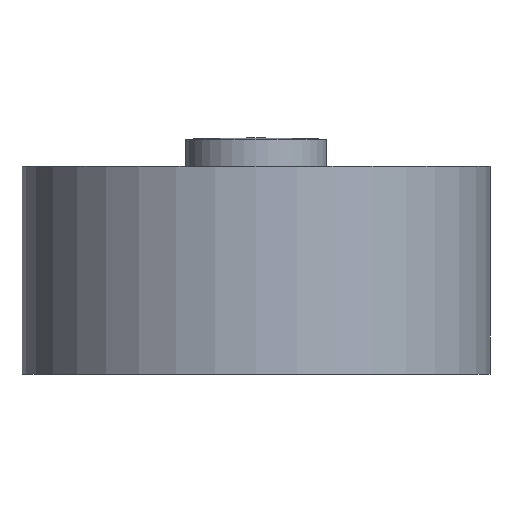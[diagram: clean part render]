
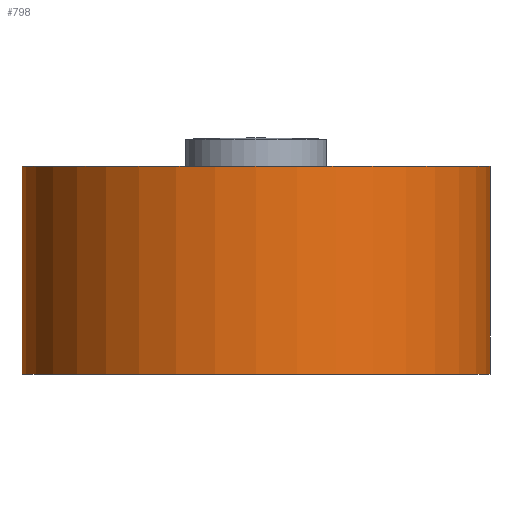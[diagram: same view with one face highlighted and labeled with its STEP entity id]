
A CAD part, front view. The second image highlights one B-rep face of the part: STEP entity #798.
In plain terms, the highlighted cylindrical face has radius 25.146 mm (diameter 50.292 mm), a full revolution.
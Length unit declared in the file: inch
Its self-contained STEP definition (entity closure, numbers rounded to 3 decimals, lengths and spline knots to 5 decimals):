
#715=CARTESIAN_POINT('',(0.0,0.,-0.4));
#716=DIRECTION('',(0.0,0.0,-1.0));
#717=DIRECTION('',(1.0,0.0,0.0));
#718=AXIS2_PLACEMENT_3D('',#715,#716,#717);
#719=CYLINDRICAL_SURFACE('',#718,0.99);
#720=CARTESIAN_POINT('',(-0.99,0.,0.04));
#721=VERTEX_POINT('',#720);
#722=CARTESIAN_POINT('',(0.0,0.,0.04));
#723=DIRECTION('',(0.0,0.0,-1.0));
#724=DIRECTION('',(1.0,0.0,0.0));
#725=AXIS2_PLACEMENT_3D('',#722,#723,#724);
#726=CIRCLE('',#725,0.99);
#727=EDGE_CURVE('',#721,#721,#726,.T.);
#728=ORIENTED_EDGE('',*,*,#727,.T.);
#729=EDGE_LOOP('',(#728));
#730=FACE_OUTER_BOUND('',#729,.T.);
#731=CARTESIAN_POINT('',(0.,-0.99,-0.525));
#732=VERTEX_POINT('',#731);
#733=CARTESIAN_POINT('',(0.,-0.99,-0.775));
#734=VERTEX_POINT('',#733);
#735=CARTESIAN_POINT('',(0.,-0.99,-0.525));
#736=CARTESIAN_POINT('',(0.00037,-0.99,-0.52504));
#737=CARTESIAN_POINT('',(0.00073,-0.99,-0.52508));
#738=CARTESIAN_POINT('',(0.01792,-0.98998,-0.52695));
#739=CARTESIAN_POINT('',(0.03424,-0.98952,-0.53214));
#740=CARTESIAN_POINT('',(0.06301,-0.98809,-0.54788));
#741=CARTESIAN_POINT('',(0.07548,-0.98717,-0.558));
#742=CARTESIAN_POINT('',(0.0966,-0.98534,-0.58284));
#743=CARTESIAN_POINT('',(0.10486,-0.98444,-0.59759));
#744=CARTESIAN_POINT('',(0.11363,-0.98346,-0.62535));
#745=CARTESIAN_POINT('',(0.11554,-0.98323,-0.63762));
#746=CARTESIAN_POINT('',(0.11554,-0.98323,-0.66238));
#747=CARTESIAN_POINT('',(0.11363,-0.98346,-0.67465));
#748=CARTESIAN_POINT('',(0.10486,-0.98444,-0.70241));
#749=CARTESIAN_POINT('',(0.0966,-0.98534,-0.71716));
#750=CARTESIAN_POINT('',(0.07548,-0.98717,-0.742));
#751=CARTESIAN_POINT('',(0.06301,-0.98809,-0.75212));
#752=CARTESIAN_POINT('',(0.03424,-0.98952,-0.76786));
#753=CARTESIAN_POINT('',(0.01792,-0.98998,-0.77305));
#754=CARTESIAN_POINT('',(0.00073,-0.99,-0.77492));
#755=CARTESIAN_POINT('',(0.00037,-0.99,-0.77496));
#756=CARTESIAN_POINT('',(0.,-0.99,-0.775));
#757=B_SPLINE_CURVE_WITH_KNOTS('',3,(#735,#736,#737,#738,#739,#740,#741,#742,#743,#744,#745,#746,#747,#748,#749,#750,#751,#752,#753,#754,#755,#756),.UNSPECIFIED.,.F.,.U.,(4,2,2,2,2,2,2,2,2,2,4),(-0.00111,0.0,0.05077,0.09848,0.14874,0.18588,0.22301,0.27328,0.32099,0.37176,0.37286),.UNSPECIFIED.);
#758=EDGE_CURVE('',#732,#734,#757,.T.);
#759=ORIENTED_EDGE('',*,*,#758,.T.);
#760=CARTESIAN_POINT('',(0.,-0.99,-0.775));
#761=CARTESIAN_POINT('',(-0.00037,-0.99,-0.77496));
#762=CARTESIAN_POINT('',(-0.00073,-0.99,-0.77492));
#763=CARTESIAN_POINT('',(-0.01792,-0.98998,-0.77305));
#764=CARTESIAN_POINT('',(-0.03424,-0.98952,-0.76786));
#765=CARTESIAN_POINT('',(-0.06301,-0.98809,-0.75212));
#766=CARTESIAN_POINT('',(-0.07548,-0.98717,-0.742));
#767=CARTESIAN_POINT('',(-0.0966,-0.98534,-0.71716));
#768=CARTESIAN_POINT('',(-0.10486,-0.98444,-0.70241));
#769=CARTESIAN_POINT('',(-0.11363,-0.98346,-0.67465));
#770=CARTESIAN_POINT('',(-0.11554,-0.98323,-0.66238));
#771=CARTESIAN_POINT('',(-0.11554,-0.98323,-0.63762));
#772=CARTESIAN_POINT('',(-0.11363,-0.98346,-0.62535));
#773=CARTESIAN_POINT('',(-0.10486,-0.98444,-0.59759));
#774=CARTESIAN_POINT('',(-0.0966,-0.98534,-0.58284));
#775=CARTESIAN_POINT('',(-0.07548,-0.98717,-0.558));
#776=CARTESIAN_POINT('',(-0.06301,-0.98809,-0.54788));
#777=CARTESIAN_POINT('',(-0.03424,-0.98952,-0.53214));
#778=CARTESIAN_POINT('',(-0.01792,-0.98998,-0.52695));
#779=CARTESIAN_POINT('',(-0.00073,-0.99,-0.52508));
#780=CARTESIAN_POINT('',(-0.00037,-0.99,-0.52504));
#781=CARTESIAN_POINT('',(0.,-0.99,-0.525));
#782=B_SPLINE_CURVE_WITH_KNOTS('',3,(#760,#761,#762,#763,#764,#765,#766,#767,#768,#769,#770,#771,#772,#773,#774,#775,#776,#777,#778,#779,#780,#781),.UNSPECIFIED.,.F.,.U.,(4,2,2,2,2,2,2,2,2,2,4),(-0.00111,0.0,0.05077,0.09848,0.14874,0.18588,0.22301,0.27328,0.32099,0.37176,0.37286),.UNSPECIFIED.);
#783=EDGE_CURVE('',#734,#732,#782,.T.);
#784=ORIENTED_EDGE('',*,*,#783,.T.);
#785=EDGE_LOOP('',(#759,#784));
#786=FACE_BOUND('',#785,.T.);
#787=CARTESIAN_POINT('',(-0.99,0.,-0.84));
#788=VERTEX_POINT('',#787);
#789=CARTESIAN_POINT('',(0.0,0.,-0.84));
#790=DIRECTION('',(0.0,0.0,-1.0));
#791=DIRECTION('',(1.0,0.0,0.0));
#792=AXIS2_PLACEMENT_3D('',#789,#790,#791);
#793=CIRCLE('',#792,0.99);
#794=EDGE_CURVE('',#788,#788,#793,.T.);
#795=ORIENTED_EDGE('',*,*,#794,.F.);
#796=EDGE_LOOP('',(#795));
#797=FACE_BOUND('',#796,.T.);
#798=ADVANCED_FACE('',(#730,#786,#797),#719,.T.);
